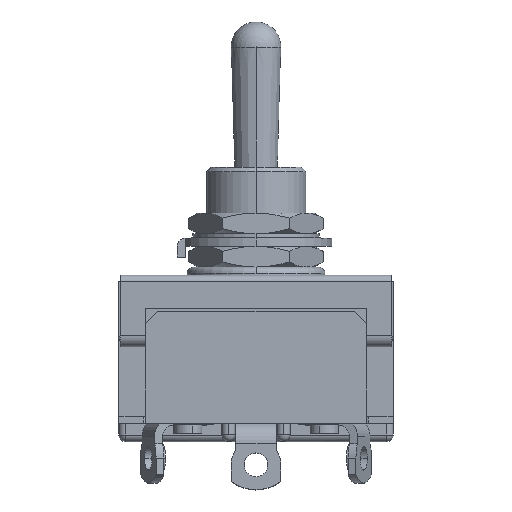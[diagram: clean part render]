
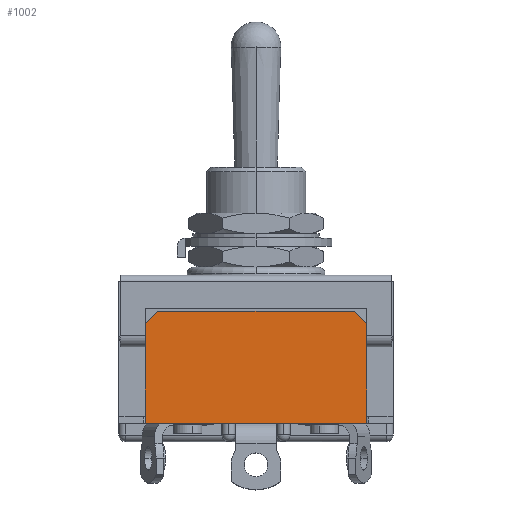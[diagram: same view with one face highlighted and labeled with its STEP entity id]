
A CAD part, top view. The second image highlights one B-rep face of the part: STEP entity #1002.
In plain terms, the highlighted planar face has unit normal (0, 0, 1).
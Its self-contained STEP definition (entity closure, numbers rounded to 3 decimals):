
#24 = VERTEX_POINT ( 'NONE', #4029 ) ;
#52 = LINE ( 'NONE', #8087, #5998 ) ;
#74 = CARTESIAN_POINT ( 'NONE',  ( -11.8, -3.5, 9.6 ) ) ;
#1002 = ADVANCED_FACE ( 'NONE', ( #2734 ), #5739, .F. ) ;
#1514 = DIRECTION ( 'NONE',  ( -1., 0., 0. ) ) ;
#1593 = VECTOR ( 'NONE', #1679, 1000. ) ;
#1599 = LINE ( 'NONE', #8235, #3125 ) ;
#1679 = DIRECTION ( 'NONE',  ( 0., -1., 0. ) ) ;
#1877 = ORIENTED_EDGE ( 'NONE', *, *, #10217, .T. ) ;
#1951 = ORIENTED_EDGE ( 'NONE', *, *, #9753, .T. ) ;
#2277 = ORIENTED_EDGE ( 'NONE', *, *, #5094, .T. ) ;
#2487 = DIRECTION ( 'NONE',  ( -0.707, 0.707, 0. ) ) ;
#2560 = CARTESIAN_POINT ( 'NONE',  ( 11.8, -3.5, 9.6 ) ) ;
#2609 = EDGE_CURVE ( 'NONE', #10369, #9581, #8601, .T. ) ;
#2662 = CARTESIAN_POINT ( 'NONE',  ( -13.3, -17., 9.6 ) ) ;
#2734 = FACE_OUTER_BOUND ( 'NONE', #5400, .T. ) ;
#3041 = ORIENTED_EDGE ( 'NONE', *, *, #8044, .T. ) ;
#3125 = VECTOR ( 'NONE', #4358, 1000. ) ;
#3180 = DIRECTION ( 'NONE',  ( 0., 1., 0. ) ) ;
#3869 = LINE ( 'NONE', #7318, #1593 ) ;
#4029 = CARTESIAN_POINT ( 'NONE',  ( 13.3, -5., 9.6 ) ) ;
#4163 = AXIS2_PLACEMENT_3D ( 'NONE', #8134, #9766, #7344 ) ;
#4358 = DIRECTION ( 'NONE',  ( -0.707, -0.707, 0. ) ) ;
#5094 = EDGE_CURVE ( 'NONE', #7738, #6839, #3869, .T. ) ;
#5255 = VECTOR ( 'NONE', #9160, 1000. ) ;
#5386 = CARTESIAN_POINT ( 'NONE',  ( 11.8, -3.5, 9.6 ) ) ;
#5400 = EDGE_LOOP ( 'NONE', ( #10362, #3041, #7839, #1951, #2277, #1877 ) ) ;
#5496 = EDGE_CURVE ( 'NONE', #8048, #24, #52, .T. ) ;
#5739 = PLANE ( 'NONE',  #4163 ) ;
#5982 = CARTESIAN_POINT ( 'NONE',  ( -13.3, -17., 9.6 ) ) ;
#5998 = VECTOR ( 'NONE', #3180, 1000. ) ;
#6776 = VECTOR ( 'NONE', #2487, 1000. ) ;
#6839 = VERTEX_POINT ( 'NONE', #2662 ) ;
#7318 = CARTESIAN_POINT ( 'NONE',  ( -13.3, -17., 9.6 ) ) ;
#7344 = DIRECTION ( 'NONE',  ( -1., 0., 0. ) ) ;
#7451 = VECTOR ( 'NONE', #1514, 1000. ) ;
#7520 = LINE ( 'NONE', #2560, #6776 ) ;
#7637 = LINE ( 'NONE', #5982, #5255 ) ;
#7738 = VERTEX_POINT ( 'NONE', #8584 ) ;
#7839 = ORIENTED_EDGE ( 'NONE', *, *, #2609, .T. ) ;
#7910 = CARTESIAN_POINT ( 'NONE',  ( -13.3, -3.5, 9.6 ) ) ;
#8044 = EDGE_CURVE ( 'NONE', #24, #10369, #7520, .T. ) ;
#8048 = VERTEX_POINT ( 'NONE', #8970 ) ;
#8087 = CARTESIAN_POINT ( 'NONE',  ( 13.3, -17., 9.6 ) ) ;
#8134 = CARTESIAN_POINT ( 'NONE',  ( -13.3, -3.5, 9.6 ) ) ;
#8235 = CARTESIAN_POINT ( 'NONE',  ( -13.3, -5., 9.6 ) ) ;
#8584 = CARTESIAN_POINT ( 'NONE',  ( -13.3, -5., 9.6 ) ) ;
#8601 = LINE ( 'NONE', #7910, #7451 ) ;
#8970 = CARTESIAN_POINT ( 'NONE',  ( 13.3, -17., 9.6 ) ) ;
#9160 = DIRECTION ( 'NONE',  ( 1., 0., 0. ) ) ;
#9581 = VERTEX_POINT ( 'NONE', #74 ) ;
#9753 = EDGE_CURVE ( 'NONE', #9581, #7738, #1599, .T. ) ;
#9766 = DIRECTION ( 'NONE',  ( 0., 0., -1. ) ) ;
#10217 = EDGE_CURVE ( 'NONE', #6839, #8048, #7637, .T. ) ;
#10362 = ORIENTED_EDGE ( 'NONE', *, *, #5496, .T. ) ;
#10369 = VERTEX_POINT ( 'NONE', #5386 ) ;
